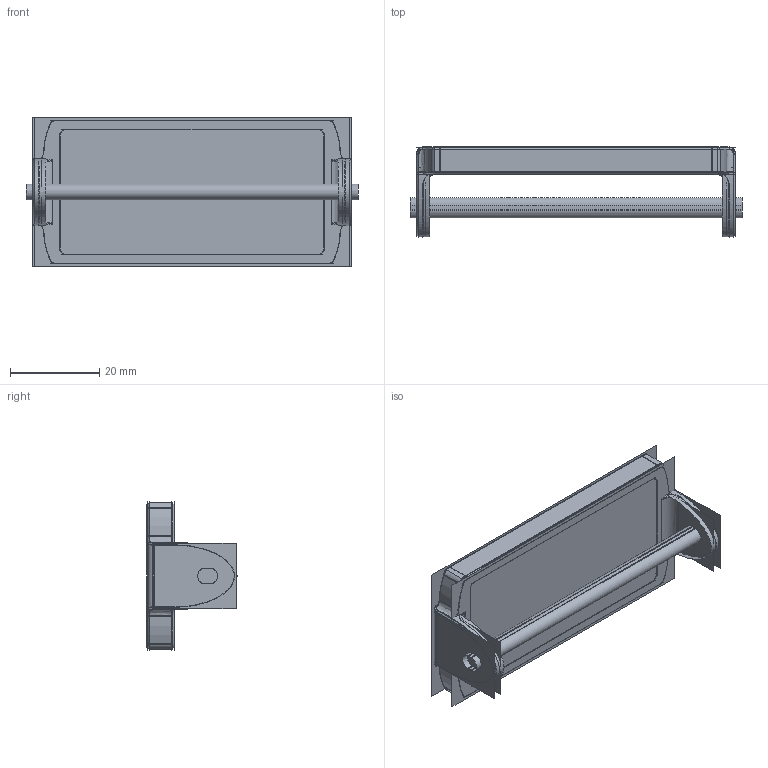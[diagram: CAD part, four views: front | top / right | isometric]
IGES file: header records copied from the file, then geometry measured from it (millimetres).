
Start section:  PTC IGES file: 195708.igs
Global section: file name: 195708.igs; native system: Creo Parametric by PTC Inc.; preprocessor: 2016260; author: pdmadmin; organization: Unknown; date: 20161024.075659; units: millimetre
Bounding box: 74.26 x 20.14 x 33.28 mm (x, y, z)
Volume: 7916.5 mm3; surface area: 41544.5 mm2
Topology: 4 solids, 4 shells, 286 faces, 1380 edges, 1716 vertices
Faces by surface type: bspline 154, revolution 132
